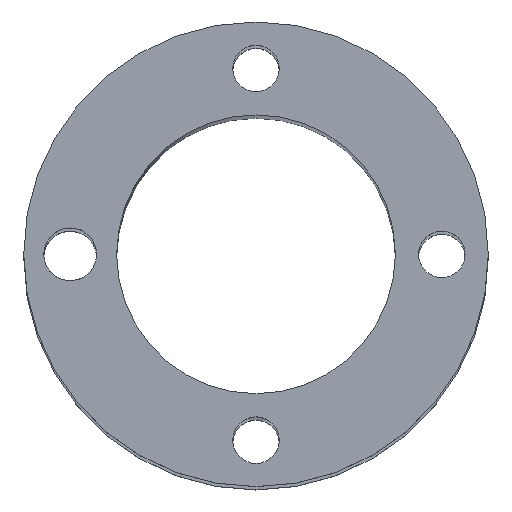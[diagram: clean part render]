
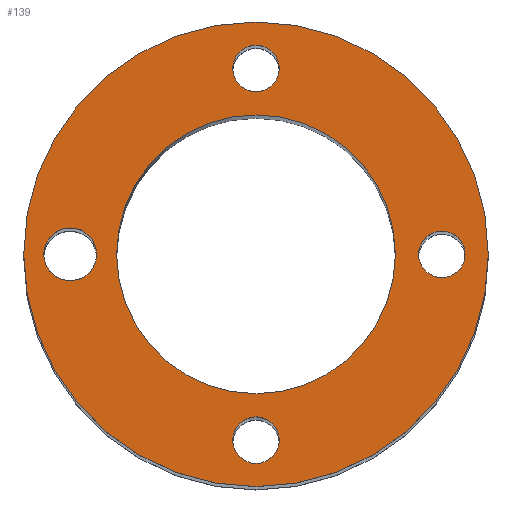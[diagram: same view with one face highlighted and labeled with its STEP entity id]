
A CAD part, top view. The second image highlights one B-rep face of the part: STEP entity #139.
In plain terms, the highlighted planar face has unit normal (0, 0, 1).
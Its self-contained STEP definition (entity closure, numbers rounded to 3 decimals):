
#111=EDGE_CURVE('',#112,#112,#114,.F.);
#112=VERTEX_POINT('',#113);
#113=CARTESIAN_POINT('',(50.0,0.,410.0));
#114=CIRCLE('',#115,50.0);
#115=AXIS2_PLACEMENT_3D('',#116,#117,#118);
#116=CARTESIAN_POINT('',(0.0,0.0,410.0));
#117=DIRECTION('',(0.0,0.0,1.0));
#118=DIRECTION('',(1.0,0.0,0.0));
#139=ADVANCED_FACE('',(#140,#151,#162,#173,#184,#195),#198,.T.);
#140=FACE_BOUND('',#141,.T.);
#141=EDGE_LOOP('',(#142));
#142=ORIENTED_EDGE('',*,*,#143,.T.);
#143=EDGE_CURVE('',#144,#144,#146,.F.);
#144=VERTEX_POINT('',#145);
#145=CARTESIAN_POINT('',(30.0,0.,410.0));
#146=CIRCLE('',#147,30.0);
#147=AXIS2_PLACEMENT_3D('',#148,#149,#150);
#148=CARTESIAN_POINT('',(0.0,0.0,410.0));
#149=DIRECTION('',(0.0,0.0,1.0));
#150=DIRECTION('',(1.0,0.0,0.0));
#151=FACE_BOUND('',#152,.T.);
#152=EDGE_LOOP('',(#153));
#153=ORIENTED_EDGE('',*,*,#154,.T.);
#154=EDGE_CURVE('',#155,#155,#157,.F.);
#155=VERTEX_POINT('',#156);
#156=CARTESIAN_POINT('',(45.0,0.,410.0));
#157=CIRCLE('',#158,5.0);
#158=AXIS2_PLACEMENT_3D('',#159,#160,#161);
#159=CARTESIAN_POINT('',(40.0,0.0,410.0));
#160=DIRECTION('',(0.0,0.0,1.0));
#161=DIRECTION('',(1.0,0.0,0.0));
#162=FACE_BOUND('',#163,.T.);
#163=EDGE_LOOP('',(#164));
#164=ORIENTED_EDGE('',*,*,#165,.T.);
#165=EDGE_CURVE('',#166,#166,#168,.F.);
#166=VERTEX_POINT('',#167);
#167=CARTESIAN_POINT('',(5.0,-40.0,410.0));
#168=CIRCLE('',#169,5.0);
#169=AXIS2_PLACEMENT_3D('',#170,#171,#172);
#170=CARTESIAN_POINT('',(0.0,-40.0,410.0));
#171=DIRECTION('',(0.0,0.0,1.0));
#172=DIRECTION('',(1.0,0.0,0.0));
#173=FACE_BOUND('',#174,.T.);
#174=EDGE_LOOP('',(#175));
#175=ORIENTED_EDGE('',*,*,#176,.T.);
#176=EDGE_CURVE('',#177,#177,#179,.F.);
#177=VERTEX_POINT('',#178);
#178=CARTESIAN_POINT('',(-34.318,0.,410.0));
#179=CIRCLE('',#180,5.682);
#180=AXIS2_PLACEMENT_3D('',#181,#182,#183);
#181=CARTESIAN_POINT('',(-40.0,0.0,410.0));
#182=DIRECTION('',(0.0,0.0,1.0));
#183=DIRECTION('',(1.0,0.0,0.0));
#184=FACE_BOUND('',#185,.T.);
#185=EDGE_LOOP('',(#186));
#186=ORIENTED_EDGE('',*,*,#187,.T.);
#187=EDGE_CURVE('',#188,#188,#190,.F.);
#188=VERTEX_POINT('',#189);
#189=CARTESIAN_POINT('',(5.0,40.0,410.0));
#190=CIRCLE('',#191,5.0);
#191=AXIS2_PLACEMENT_3D('',#192,#193,#194);
#192=CARTESIAN_POINT('',(0.0,40.0,410.0));
#193=DIRECTION('',(0.0,0.0,1.0));
#194=DIRECTION('',(1.0,0.0,0.0));
#195=FACE_BOUND('',#196,.T.);
#196=EDGE_LOOP('',(#197));
#197=ORIENTED_EDGE('',*,*,#111,.F.);
#198=PLANE('',#199);
#199=AXIS2_PLACEMENT_3D('',#200,#201,#202);
#200=CARTESIAN_POINT('',(0.0,0.0,410.0));
#201=DIRECTION('',(0.0,0.0,1.0));
#202=DIRECTION('',(1.0,0.0,0.0));
